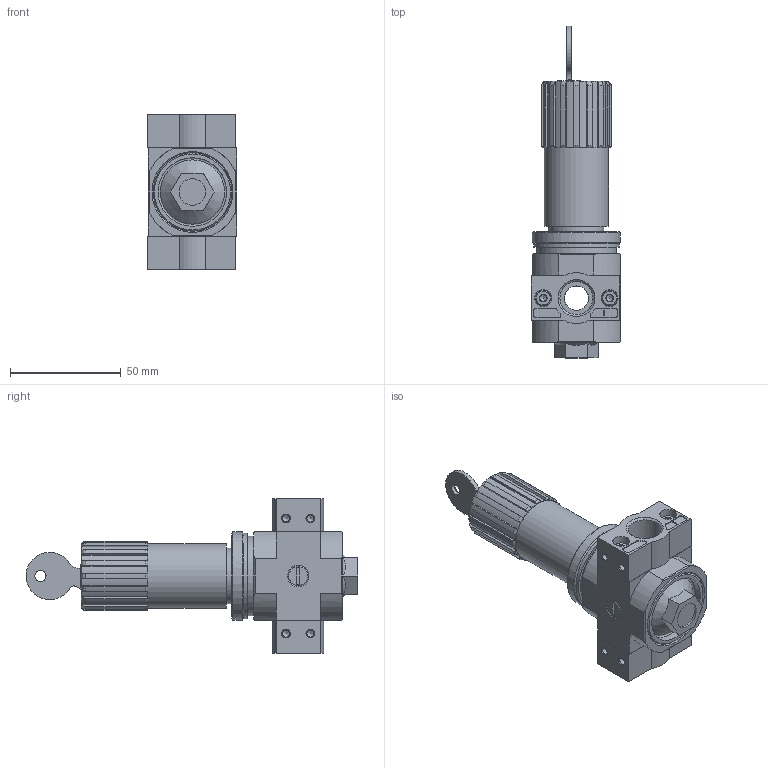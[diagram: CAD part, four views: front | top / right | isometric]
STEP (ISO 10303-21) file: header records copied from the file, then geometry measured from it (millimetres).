
FILE_DESCRIPTION(/* description */ ('STEP AP214'),/* implementation_level */ '2;1');
FILE_NAME(/* name */ '194620_LRS-3_8-D-O-MINI',/* time_stamp */ '2024-09-05T01:19:26+02:00',/* author */ ('License CC BY-ND 4.0'),/* organization */ ('CADENAS'),/* preprocessor_version */ 'ST-DEVELOPER v19.3',/* originating_system */ 'PARTsolutions',/* authorisation */ ' ');
FILE_SCHEMA (('MODEL_BASED_INTEGRATED_MANUFACTURING_SCHEMA','AUTOMOTIVE_DESIGN {1 0 10303 214 3 1 1}'));
Length unit declared in the file: millimetre
Products named in the file (7): 194620 LRS-3/8-D-O-MINI; 646253 LRS-D-MINI; 380295 PBL-3/8-D-MINI-R---(0) p1; DIN-912 - M4x16(F); 380293 PBL-3/8-D-MINI-L---(1) p1; 398011 LRVS-D-MINI; 373845 LR-MINI
Assembly tree (10 placements, depth 2):
  194620 LRS-3/8-D-O-MINI
    646253 LRS-D-MINI
    380295 PBL-3/8-D-MINI-R---(0) p1
    DIN-912 - M4x16(F)  x4
    380293 PBL-3/8-D-MINI-L---(1) p1
    398011 LRVS-D-MINI
    373845 LR-MINI  x2
Bounding box: 40.4 x 150 x 70 mm (x, y, z)
Volume: 132251.4 mm3; surface area: 36618.5 mm2
Topology: 10 solids, 10 shells, 445 faces, 1032 edges, 645 vertices
Faces by surface type: plane 216, cylinder 122, cone 87, torus 20
Full cylindrical faces by diameter (mm): 3.242 x8, 4 x4, 4.3 x2, 5.1 x1, 5.8 x1, 6.9 x2, 7 x4, 8.2 x2, 8.566 x2, 9.728 x2, 11 x2, 11.4 x1, 12 x1, 12.2 x2, 14.95 x2, 15.7 x1, 15.8 x1, 18.7 x1, 24.9 x1, 26 x1, 29 x1, 31 x1, 33.9 x1, 34.376 x1, 36 x1, 38.5 x1, 39.8 x1
Entity records: 11330 total; most frequent: CARTESIAN_POINT 1959, DIRECTION 1695, ORIENTED_EDGE 1490, EDGE_CURVE 745, AXIS2_PLACEMENT_3D 671, VERTEX_POINT 541, FACE_BOUND 498, EDGE_LOOP 489
